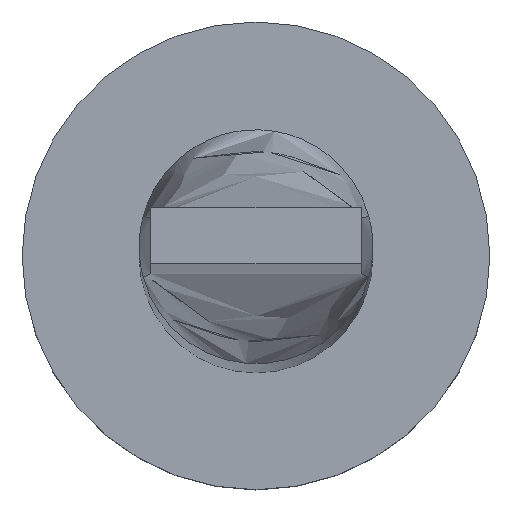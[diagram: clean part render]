
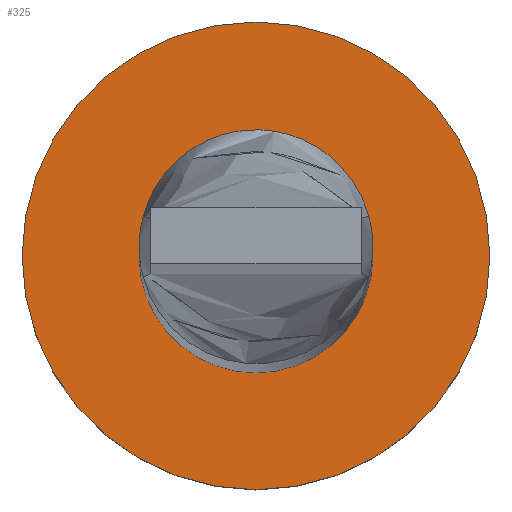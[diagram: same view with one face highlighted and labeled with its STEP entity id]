
A CAD part, top view. The second image highlights one B-rep face of the part: STEP entity #325.
In plain terms, the highlighted planar face has unit normal (0, 0, 1).
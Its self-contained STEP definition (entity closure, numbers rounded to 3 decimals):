
#11 = CARTESIAN_POINT ( 'NONE',  ( 0., 0., 3. ) ) ;
#30 = CARTESIAN_POINT ( 'NONE',  ( 5., 0., 3. ) ) ;
#32 = EDGE_CURVE ( 'NONE', #326, #227, #324, .T. ) ;
#41 = EDGE_CURVE ( 'NONE', #227, #326, #43, .T. ) ;
#43 = CIRCLE ( 'NONE', #377, 5. ) ;
#73 = CIRCLE ( 'NONE', #532, 2.5 ) ;
#84 = EDGE_CURVE ( 'NONE', #366, #456, #171, .T. ) ;
#86 = PLANE ( 'NONE',  #576 ) ;
#87 = CARTESIAN_POINT ( 'NONE',  ( 0., 0., 3. ) ) ;
#98 = EDGE_LOOP ( 'NONE', ( #240, #103 ) ) ;
#103 = ORIENTED_EDGE ( 'NONE', *, *, #437, .F. ) ;
#108 = DIRECTION ( 'NONE',  ( 1., 0., 0. ) ) ;
#137 = ORIENTED_EDGE ( 'NONE', *, *, #41, .T. ) ;
#152 = DIRECTION ( 'NONE',  ( 0., 0., 1. ) ) ;
#159 = CARTESIAN_POINT ( 'NONE',  ( 0., 0., 3. ) ) ;
#171 = CIRCLE ( 'NONE', #301, 2.5 ) ;
#185 = FACE_OUTER_BOUND ( 'NONE', #548, .T. ) ;
#194 = ORIENTED_EDGE ( 'NONE', *, *, #32, .T. ) ;
#219 = CARTESIAN_POINT ( 'NONE',  ( 0., 0., 3. ) ) ;
#221 = CARTESIAN_POINT ( 'NONE',  ( -2.5, 0., 3. ) ) ;
#227 = VERTEX_POINT ( 'NONE', #30 ) ;
#240 = ORIENTED_EDGE ( 'NONE', *, *, #84, .F. ) ;
#264 = DIRECTION ( 'NONE',  ( 0., 0., 1. ) ) ;
#265 = DIRECTION ( 'NONE',  ( 0., 0., 1. ) ) ;
#287 = CARTESIAN_POINT ( 'NONE',  ( 0., 0., 3. ) ) ;
#301 = AXIS2_PLACEMENT_3D ( 'NONE', #287, #152, #108 ) ;
#314 = DIRECTION ( 'NONE',  ( 0., 0., 1. ) ) ;
#324 = CIRCLE ( 'NONE', #426, 5. ) ;
#325 = ADVANCED_FACE ( 'NONE', ( #371, #185 ), #86, .T. ) ;
#326 = VERTEX_POINT ( 'NONE', #543 ) ;
#366 = VERTEX_POINT ( 'NONE', #221 ) ;
#371 = FACE_BOUND ( 'NONE', #98, .T. ) ;
#377 = AXIS2_PLACEMENT_3D ( 'NONE', #159, #383, #558 ) ;
#383 = DIRECTION ( 'NONE',  ( 0., 0., 1. ) ) ;
#405 = DIRECTION ( 'NONE',  ( 1., 0., 0. ) ) ;
#426 = AXIS2_PLACEMENT_3D ( 'NONE', #87, #264, #450 ) ;
#437 = EDGE_CURVE ( 'NONE', #456, #366, #73, .T. ) ;
#450 = DIRECTION ( 'NONE',  ( 1., 0., 0. ) ) ;
#456 = VERTEX_POINT ( 'NONE', #522 ) ;
#522 = CARTESIAN_POINT ( 'NONE',  ( 2.5, 0., 3. ) ) ;
#532 = AXIS2_PLACEMENT_3D ( 'NONE', #11, #314, #405 ) ;
#543 = CARTESIAN_POINT ( 'NONE',  ( -5., 0., 3. ) ) ;
#548 = EDGE_LOOP ( 'NONE', ( #194, #137 ) ) ;
#558 = DIRECTION ( 'NONE',  ( 1., 0., 0. ) ) ;
#576 = AXIS2_PLACEMENT_3D ( 'NONE', #219, #265, #580 ) ;
#580 = DIRECTION ( 'NONE',  ( 1., 0., 0. ) ) ;
